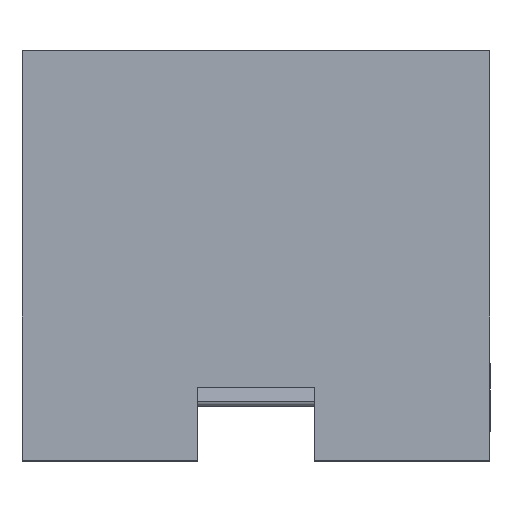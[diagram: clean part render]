
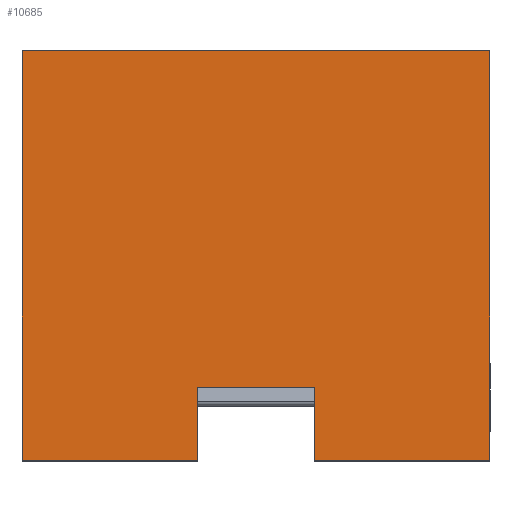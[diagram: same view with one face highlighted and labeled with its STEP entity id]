
A CAD part, top view. The second image highlights one B-rep face of the part: STEP entity #10685.
In plain terms, the highlighted planar face has unit normal (0, 0, 1).
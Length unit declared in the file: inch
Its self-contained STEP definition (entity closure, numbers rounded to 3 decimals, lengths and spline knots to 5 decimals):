
#38 = EDGE_CURVE ( 'NONE', #6243, #4587, #83, .T. ) ;
#64 = EDGE_CURVE ( 'NONE', #4408, #12225, #14420, .T. ) ;
#83 = B_SPLINE_CURVE_WITH_KNOTS ( 'NONE', 1,
 ( #14505, #1722 ),
 .UNSPECIFIED., .F., .F.,
 ( 2, 2 ),
 ( 0., 1. ),
 .UNSPECIFIED. ) ;
#99 = ORIENTED_EDGE ( 'NONE', *, *, #11021, .F. ) ;
#671 = CARTESIAN_POINT ( 'NONE',  ( -0.06299, -0.05512, 0.17717 ) ) ;
#937 = ORIENTED_EDGE ( 'NONE', *, *, #64, .T. ) ;
#1390 = CARTESIAN_POINT ( 'NONE',  ( 0.06299, 0.05512, 0.17717 ) ) ;
#1616 = CARTESIAN_POINT ( 'NONE',  ( 0.06299, -0.05512, 0.17717 ) ) ;
#1679 = CARTESIAN_POINT ( 'NONE',  ( 0.01575, 0.02756, 0.17717 ) ) ;
#1722 = CARTESIAN_POINT ( 'NONE',  ( -0.01575, -0.03543, 0.17717 ) ) ;
#1901 = EDGE_CURVE ( 'NONE', #11325, #4408, #4002, .T. ) ;
#2186 = CARTESIAN_POINT ( 'NONE',  ( 0., 0.05512, 0.17717 ) ) ;
#2523 = ORIENTED_EDGE ( 'NONE', *, *, #12201, .F. ) ;
#2789 = VECTOR ( 'NONE', #7213, 39.37008 ) ;
#2910 = CARTESIAN_POINT ( 'NONE',  ( -0.01575, -0.05512, 0.17717 ) ) ;
#3047 = CARTESIAN_POINT ( 'NONE',  ( 0.0315, 0.02756, 0.17717 ) ) ;
#4000 = CARTESIAN_POINT ( 'NONE',  ( -0.01575, -0.03543, 0.17717 ) ) ;
#4002 = LINE ( 'NONE', #1679, #6905 ) ;
#4408 = VERTEX_POINT ( 'NONE', #9413 ) ;
#4587 = VERTEX_POINT ( 'NONE', #14468 ) ;
#4854 = DIRECTION ( 'NONE',  ( 0., -1., 0. ) ) ;
#4958 = VECTOR ( 'NONE', #14585, 39.37008 ) ;
#5217 = VERTEX_POINT ( 'NONE', #8439 ) ;
#5779 = CARTESIAN_POINT ( 'NONE',  ( 0.01575, -0.03543, 0.17717 ) ) ;
#5848 = VERTEX_POINT ( 'NONE', #12318 ) ;
#6243 = VERTEX_POINT ( 'NONE', #2910 ) ;
#6272 = CARTESIAN_POINT ( 'NONE',  ( 0.0315, -0.05512, 0.17717 ) ) ;
#6562 = CARTESIAN_POINT ( 'NONE',  ( 0.0315, -0.05512, 0.17717 ) ) ;
#6669 = ORIENTED_EDGE ( 'NONE', *, *, #38, .T. ) ;
#6905 = VECTOR ( 'NONE', #4854, 39.37008 ) ;
#7068 = LINE ( 'NONE', #1390, #2789 ) ;
#7213 = DIRECTION ( 'NONE',  ( 0., -1., 0. ) ) ;
#7408 = DIRECTION ( 'NONE',  ( 1., 0., 0. ) ) ;
#8059 = VECTOR ( 'NONE', #14884, 39.37008 ) ;
#8121 = EDGE_CURVE ( 'NONE', #5217, #6243, #14461, .T. ) ;
#8439 = CARTESIAN_POINT ( 'NONE',  ( -0.06299, -0.05512, 0.17717 ) ) ;
#8474 = PLANE ( 'NONE',  #8821 ) ;
#8599 = DIRECTION ( 'NONE',  ( 1., 0., 0. ) ) ;
#8780 = DIRECTION ( 'NONE',  ( 1., 0., 0. ) ) ;
#8821 = AXIS2_PLACEMENT_3D ( 'NONE', #3047, #14603, #7408 ) ;
#8855 = ORIENTED_EDGE ( 'NONE', *, *, #8121, .T. ) ;
#9163 = VERTEX_POINT ( 'NONE', #13356 ) ;
#9413 = CARTESIAN_POINT ( 'NONE',  ( 0.01575, -0.05512, 0.17717 ) ) ;
#9846 = DIRECTION ( 'NONE',  ( 1., 0., 0. ) ) ;
#10098 = ORIENTED_EDGE ( 'NONE', *, *, #1901, .T. ) ;
#10264 = ORIENTED_EDGE ( 'NONE', *, *, #12434, .T. ) ;
#10513 = VECTOR ( 'NONE', #8780, 39.37008 ) ;
#10685 = ADVANCED_FACE ( 'NONE', ( #12243 ), #8474, .T. ) ;
#10947 = VECTOR ( 'NONE', #9846, 39.37008 ) ;
#11021 = EDGE_CURVE ( 'NONE', #5217, #9163, #13072, .T. ) ;
#11148 = LINE ( 'NONE', #4000, #10947 ) ;
#11325 = VERTEX_POINT ( 'NONE', #5779 ) ;
#11510 = ORIENTED_EDGE ( 'NONE', *, *, #13734, .F. ) ;
#11676 = VECTOR ( 'NONE', #8599, 39.37008 ) ;
#12201 = EDGE_CURVE ( 'NONE', #5848, #12225, #7068, .T. ) ;
#12225 = VERTEX_POINT ( 'NONE', #1616 ) ;
#12243 = FACE_OUTER_BOUND ( 'NONE', #13384, .T. ) ;
#12318 = CARTESIAN_POINT ( 'NONE',  ( 0.06299, 0.05512, 0.17717 ) ) ;
#12434 = EDGE_CURVE ( 'NONE', #4587, #11325, #11148, .T. ) ;
#12458 = LINE ( 'NONE', #2186, #8059 ) ;
#13072 = LINE ( 'NONE', #671, #4958 ) ;
#13356 = CARTESIAN_POINT ( 'NONE',  ( -0.06299, 0.05512, 0.17717 ) ) ;
#13384 = EDGE_LOOP ( 'NONE', ( #99, #8855, #6669, #10264, #10098, #937, #2523, #11510 ) ) ;
#13734 = EDGE_CURVE ( 'NONE', #9163, #5848, #12458, .T. ) ;
#14420 = LINE ( 'NONE', #6562, #11676 ) ;
#14461 = LINE ( 'NONE', #6272, #10513 ) ;
#14468 = CARTESIAN_POINT ( 'NONE',  ( -0.01575, -0.03543, 0.17717 ) ) ;
#14505 = CARTESIAN_POINT ( 'NONE',  ( -0.01575, -0.05512, 0.17717 ) ) ;
#14585 = DIRECTION ( 'NONE',  ( 0., 1., 0. ) ) ;
#14603 = DIRECTION ( 'NONE',  ( 0., 0., 1. ) ) ;
#14884 = DIRECTION ( 'NONE',  ( 1., 0., 0. ) ) ;
